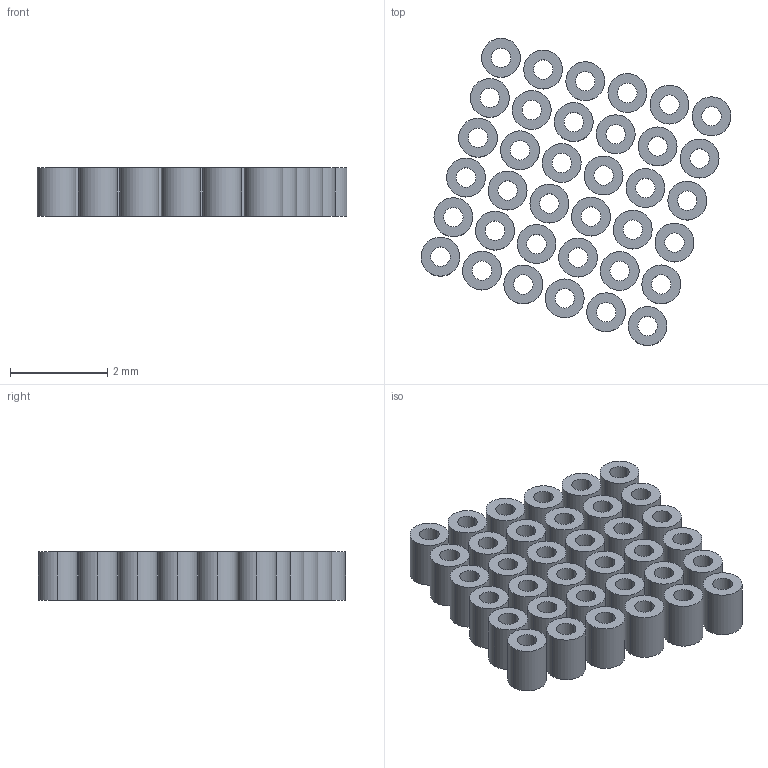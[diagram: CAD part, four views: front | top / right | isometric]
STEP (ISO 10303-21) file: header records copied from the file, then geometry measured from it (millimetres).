
FILE_DESCRIPTION (( 'STEP AP203' ), '1' );
FILE_NAME ('yhtr.STEP', '2021-04-20T11:40:16', ( '' ), ( '' ), 'SwSTEP 2.0', 'SolidWorks 2021', '' );
FILE_SCHEMA (( 'CONFIG_CONTROL_DESIGN' ));
Length unit declared in the file: millimetre
Products named in the file (1): yhtr
Bounding box: 6.38 x 6.33 x 1 mm (x, y, z)
Volume: 13.6 mm3; surface area: 162.9 mm2
Topology: 36 solids, 36 shells, 216 faces, 432 edges, 288 vertices
Faces by surface type: cylinder 144, plane 72
Entity records: 5915 total; most frequent: DIRECTION 1154, CARTESIAN_POINT 937, ORIENTED_EDGE 864, AXIS2_PLACEMENT_3D 505, EDGE_CURVE 432, VERTEX_POINT 288, CIRCLE 288, EDGE_LOOP 288
